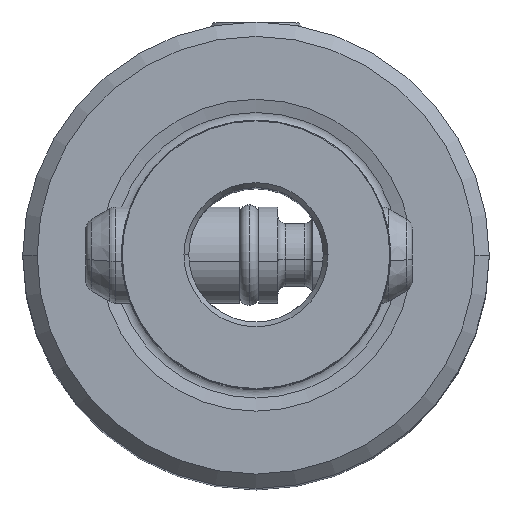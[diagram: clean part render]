
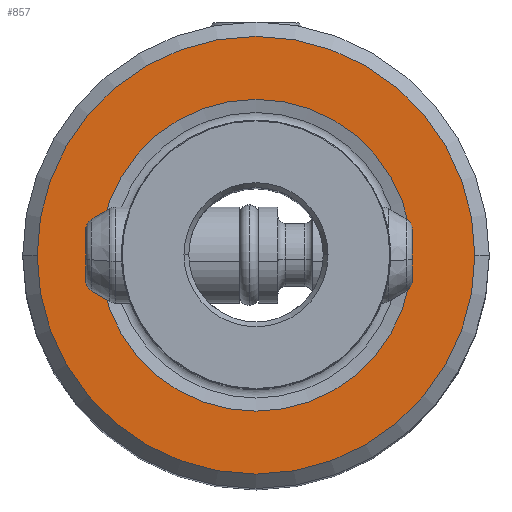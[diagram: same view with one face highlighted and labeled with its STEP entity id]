
A CAD part, top view. The second image highlights one B-rep face of the part: STEP entity #857.
In plain terms, the highlighted planar face has unit normal (0, 0, 1).
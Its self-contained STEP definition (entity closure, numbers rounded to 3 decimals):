
#667=VERTEX_POINT('NONE',#1924);
#857=ADVANCED_FACE('NONE',(#2139,#2140),#2141,.T.);
#1007=EDGE_CURVE('NONE',#1863,#1247,#2311,.T.);
#1247=VERTEX_POINT('NONE',#2580);
#1507=EDGE_CURVE('NONE',#667,#1605,#2877,.T.);
#1603=EDGE_CURVE('NONE',#1247,#1863,#2985,.T.);
#1605=VERTEX_POINT('NONE',#2987);
#1773=EDGE_CURVE('NONE',#1605,#667,#3170,.T.);
#1863=VERTEX_POINT('NONE',#3264);
#1924=CARTESIAN_POINT('',(11.388,0.,0.0));
#2139=FACE_OUTER_BOUND('',#3733,.T.);
#2140=FACE_BOUND('',#3734,.T.);
#2141=PLANE('',#3735);
#2311=CIRCLE('',#3959,8.112);
#2580=CARTESIAN_POINT('',(8.112,0.0,0.0));
#2877=CIRCLE('',#4990,11.388);
#2985=CIRCLE('',#5176,8.112);
#2987=CARTESIAN_POINT('',(-11.388,0.0,0.0));
#3170=CIRCLE('',#5440,11.388);
#3264=CARTESIAN_POINT('',(-8.112,0.,0.0));
#3733=EDGE_LOOP('',(#5971,#5972));
#3734=EDGE_LOOP('',(#5973,#5974));
#3735=AXIS2_PLACEMENT_3D('',#5975,#5976,#5977);
#3959=AXIS2_PLACEMENT_3D('',#6217,#6218,#6219);
#4990=AXIS2_PLACEMENT_3D('',#6953,#6954,#6955);
#5176=AXIS2_PLACEMENT_3D('',#7086,#7087,#7088);
#5440=AXIS2_PLACEMENT_3D('',#7271,#7272,#7273);
#5971=ORIENTED_EDGE('',*,*,#1773,.T.);
#5972=ORIENTED_EDGE('',*,*,#1507,.T.);
#5973=ORIENTED_EDGE('',*,*,#1603,.F.);
#5974=ORIENTED_EDGE('',*,*,#1007,.F.);
#5975=CARTESIAN_POINT('',(0.0,17.0,0.0));
#5976=DIRECTION('',(0.0,0.0,1.0));
#5977=DIRECTION('',(1.0,0.0,0.0));
#6217=CARTESIAN_POINT('',(0.0,0.0,0.0));
#6218=DIRECTION('',(0.0,0.0,1.0));
#6219=DIRECTION('',(1.0,0.0,0.0));
#6953=CARTESIAN_POINT('',(0.0,0.0,0.0));
#6954=DIRECTION('',(0.0,0.0,1.0));
#6955=DIRECTION('',(1.0,0.0,0.0));
#7086=CARTESIAN_POINT('',(0.0,0.0,0.0));
#7087=DIRECTION('',(0.0,0.0,1.0));
#7088=DIRECTION('',(1.0,0.0,0.0));
#7271=CARTESIAN_POINT('',(0.0,0.0,0.0));
#7272=DIRECTION('',(0.0,0.0,1.0));
#7273=DIRECTION('',(1.0,0.0,0.0));
